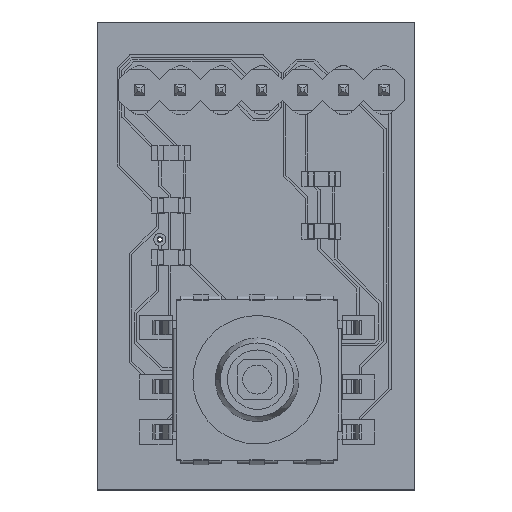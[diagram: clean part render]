
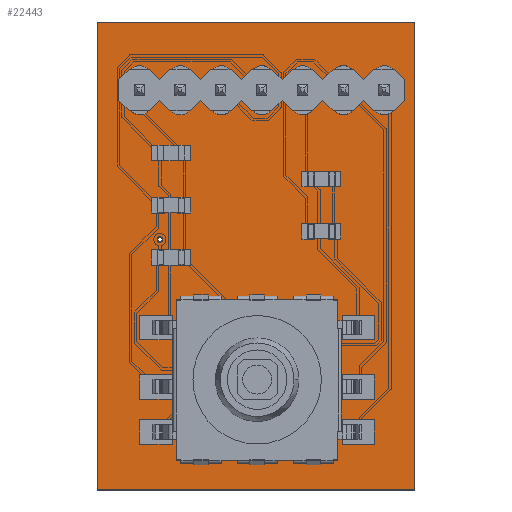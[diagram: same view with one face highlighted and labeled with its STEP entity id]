
A CAD part, top view. The second image highlights one B-rep face of the part: STEP entity #22443.
In plain terms, the highlighted planar face has unit normal (0, 0, 1).
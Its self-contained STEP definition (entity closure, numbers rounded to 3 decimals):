
#498=FACE_BOUND('',#4008,.T.);
#499=FACE_BOUND('',#4009,.T.);
#500=FACE_BOUND('',#4010,.T.);
#501=FACE_BOUND('',#4011,.T.);
#502=FACE_BOUND('',#4012,.T.);
#503=FACE_BOUND('',#4013,.T.);
#504=FACE_BOUND('',#4014,.T.);
#505=FACE_BOUND('',#4015,.T.);
#506=FACE_BOUND('',#4016,.T.);
#507=FACE_BOUND('',#4017,.T.);
#1434=PLANE('',#24426);
#2650=FACE_OUTER_BOUND('',#4007,.T.);
#4007=EDGE_LOOP('',(#20821,#20822,#20823,#20824));
#4008=EDGE_LOOP('',(#20825));
#4009=EDGE_LOOP('',(#20826));
#4010=EDGE_LOOP('',(#20827));
#4011=EDGE_LOOP('',(#20828));
#4012=EDGE_LOOP('',(#20829));
#4013=EDGE_LOOP('',(#20830));
#4014=EDGE_LOOP('',(#20831));
#4015=EDGE_LOOP('',(#20832));
#4016=EDGE_LOOP('',(#20833));
#4017=EDGE_LOOP('',(#20834));
#6514=LINE('',#36959,#8995);
#6517=LINE('',#36965,#8998);
#6520=LINE('',#36971,#9001);
#6523=LINE('',#36975,#9004);
#8995=VECTOR('',#30549,10.);
#8998=VECTOR('',#30554,10.);
#9001=VECTOR('',#30559,10.);
#9004=VECTOR('',#30564,10.);
#9598=CIRCLE('',#24393,0.5);
#9600=CIRCLE('',#24396,0.5);
#9603=CIRCLE('',#24400,0.508);
#9605=CIRCLE('',#24403,0.508);
#9607=CIRCLE('',#24406,0.508);
#9609=CIRCLE('',#24409,0.508);
#9611=CIRCLE('',#24412,0.508);
#9613=CIRCLE('',#24415,0.508);
#9615=CIRCLE('',#24418,0.508);
#9617=CIRCLE('',#24421,0.175);
#11601=VERTEX_POINT('',#36893);
#11603=VERTEX_POINT('',#36899);
#11606=VERTEX_POINT('',#36907);
#11608=VERTEX_POINT('',#36913);
#11610=VERTEX_POINT('',#36919);
#11612=VERTEX_POINT('',#36925);
#11614=VERTEX_POINT('',#36931);
#11616=VERTEX_POINT('',#36937);
#11618=VERTEX_POINT('',#36943);
#11620=VERTEX_POINT('',#36949);
#11623=VERTEX_POINT('',#36956);
#11624=VERTEX_POINT('',#36958);
#11626=VERTEX_POINT('',#36964);
#11628=VERTEX_POINT('',#36970);
#14665=EDGE_CURVE('',#11601,#11601,#9598,.T.);
#14668=EDGE_CURVE('',#11603,#11603,#9600,.T.);
#14673=EDGE_CURVE('',#11606,#11606,#9603,.T.);
#14676=EDGE_CURVE('',#11608,#11608,#9605,.T.);
#14679=EDGE_CURVE('',#11610,#11610,#9607,.T.);
#14682=EDGE_CURVE('',#11612,#11612,#9609,.T.);
#14685=EDGE_CURVE('',#11614,#11614,#9611,.T.);
#14688=EDGE_CURVE('',#11616,#11616,#9613,.T.);
#14691=EDGE_CURVE('',#11618,#11618,#9615,.T.);
#14694=EDGE_CURVE('',#11620,#11620,#9617,.T.);
#14697=EDGE_CURVE('',#11624,#11623,#6514,.T.);
#14700=EDGE_CURVE('',#11626,#11624,#6517,.T.);
#14703=EDGE_CURVE('',#11628,#11626,#6520,.T.);
#14706=EDGE_CURVE('',#11623,#11628,#6523,.T.);
#20821=ORIENTED_EDGE('',*,*,#14706,.T.);
#20822=ORIENTED_EDGE('',*,*,#14703,.T.);
#20823=ORIENTED_EDGE('',*,*,#14700,.T.);
#20824=ORIENTED_EDGE('',*,*,#14697,.T.);
#20825=ORIENTED_EDGE('',*,*,#14665,.T.);
#20826=ORIENTED_EDGE('',*,*,#14668,.T.);
#20827=ORIENTED_EDGE('',*,*,#14673,.T.);
#20828=ORIENTED_EDGE('',*,*,#14676,.T.);
#20829=ORIENTED_EDGE('',*,*,#14679,.T.);
#20830=ORIENTED_EDGE('',*,*,#14682,.T.);
#20831=ORIENTED_EDGE('',*,*,#14685,.T.);
#20832=ORIENTED_EDGE('',*,*,#14688,.T.);
#20833=ORIENTED_EDGE('',*,*,#14691,.T.);
#20834=ORIENTED_EDGE('',*,*,#14694,.T.);
#22443=ADVANCED_FACE('',(#2650,#498,#499,#500,#501,#502,#503,#504,#505,
#506,#507),#1434,.T.);
#24393=AXIS2_PLACEMENT_3D('',#36894,#30477,#30478);
#24396=AXIS2_PLACEMENT_3D('',#36900,#30484,#30485);
#24400=AXIS2_PLACEMENT_3D('',#36909,#30494,#30495);
#24403=AXIS2_PLACEMENT_3D('',#36915,#30501,#30502);
#24406=AXIS2_PLACEMENT_3D('',#36921,#30508,#30509);
#24409=AXIS2_PLACEMENT_3D('',#36927,#30515,#30516);
#24412=AXIS2_PLACEMENT_3D('',#36933,#30522,#30523);
#24415=AXIS2_PLACEMENT_3D('',#36939,#30529,#30530);
#24418=AXIS2_PLACEMENT_3D('',#36945,#30536,#30537);
#24421=AXIS2_PLACEMENT_3D('',#36951,#30543,#30544);
#24426=AXIS2_PLACEMENT_3D('',#36976,#30565,#30566);
#30477=DIRECTION('center_axis',(0.,0.,-1.));
#30478=DIRECTION('ref_axis',(1.,0.,0.));
#30484=DIRECTION('center_axis',(0.,0.,-1.));
#30485=DIRECTION('ref_axis',(1.,0.,0.));
#30494=DIRECTION('center_axis',(0.,0.,-1.));
#30495=DIRECTION('ref_axis',(1.,0.,0.));
#30501=DIRECTION('center_axis',(0.,0.,-1.));
#30502=DIRECTION('ref_axis',(1.,0.,0.));
#30508=DIRECTION('center_axis',(0.,0.,-1.));
#30509=DIRECTION('ref_axis',(1.,0.,0.));
#30515=DIRECTION('center_axis',(0.,0.,-1.));
#30516=DIRECTION('ref_axis',(1.,0.,0.));
#30522=DIRECTION('center_axis',(0.,0.,-1.));
#30523=DIRECTION('ref_axis',(1.,0.,0.));
#30529=DIRECTION('center_axis',(0.,0.,-1.));
#30530=DIRECTION('ref_axis',(1.,0.,0.));
#30536=DIRECTION('center_axis',(0.,0.,-1.));
#30537=DIRECTION('ref_axis',(1.,0.,0.));
#30543=DIRECTION('center_axis',(0.,0.,-1.));
#30544=DIRECTION('ref_axis',(1.,0.,0.));
#30549=DIRECTION('',(-1.,0.,0.));
#30554=DIRECTION('',(0.,1.,0.));
#30559=DIRECTION('',(1.,0.,0.));
#30564=DIRECTION('',(0.,-1.,0.));
#30565=DIRECTION('center_axis',(0.,0.,1.));
#30566=DIRECTION('ref_axis',(1.,0.,0.));
#36893=CARTESIAN_POINT('',(43.47,16.292,0.053));
#36894=CARTESIAN_POINT('Origin',(43.97,16.292,0.053));
#36899=CARTESIAN_POINT('',(38.97,16.292,0.053));
#36900=CARTESIAN_POINT('Origin',(39.47,16.292,0.053));
#36907=CARTESIAN_POINT('',(41.51,36.576,0.053));
#36909=CARTESIAN_POINT('Origin',(42.018,36.576,0.053));
#36913=CARTESIAN_POINT('',(46.59,36.576,0.053));
#36915=CARTESIAN_POINT('Origin',(47.098,36.576,0.053));
#36919=CARTESIAN_POINT('',(33.89,36.576,0.053));
#36921=CARTESIAN_POINT('Origin',(34.398,36.576,0.053));
#36925=CARTESIAN_POINT('',(38.97,36.576,0.053));
#36927=CARTESIAN_POINT('Origin',(39.478,36.576,0.053));
#36931=CARTESIAN_POINT('',(49.13,36.576,0.053));
#36933=CARTESIAN_POINT('Origin',(49.638,36.576,0.053));
#36937=CARTESIAN_POINT('',(44.05,36.576,0.053));
#36939=CARTESIAN_POINT('Origin',(44.558,36.576,0.053));
#36943=CARTESIAN_POINT('',(36.43,36.576,0.053));
#36945=CARTESIAN_POINT('Origin',(36.938,36.576,0.053));
#36949=CARTESIAN_POINT('',(35.487,27.28,0.053));
#36951=CARTESIAN_POINT('Origin',(35.662,27.28,0.053));
#36956=CARTESIAN_POINT('',(31.75,40.818,0.053));
#36958=CARTESIAN_POINT('',(51.542,40.818,0.053));
#36959=CARTESIAN_POINT('',(51.542,40.818,0.053));
#36964=CARTESIAN_POINT('',(51.542,11.684,0.053));
#36965=CARTESIAN_POINT('',(51.542,11.684,0.053));
#36970=CARTESIAN_POINT('',(31.75,11.684,0.053));
#36971=CARTESIAN_POINT('',(31.75,11.684,0.053));
#36975=CARTESIAN_POINT('',(31.75,40.818,0.053));
#36976=CARTESIAN_POINT('Origin',(41.646,26.251,0.053));
